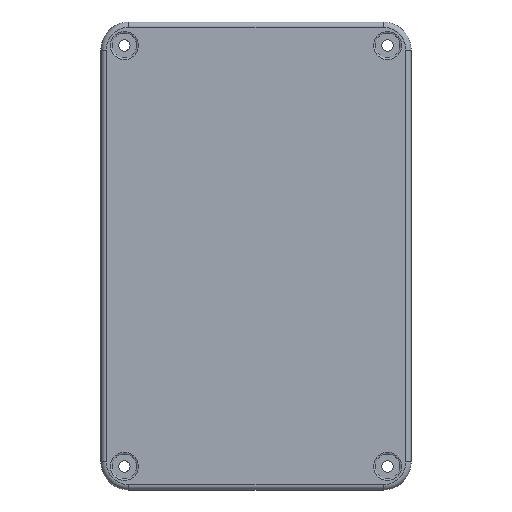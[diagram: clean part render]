
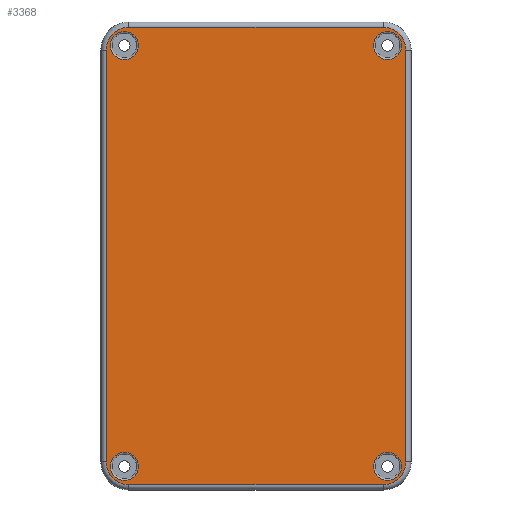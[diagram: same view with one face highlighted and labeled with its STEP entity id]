
A CAD part, front view. The second image highlights one B-rep face of the part: STEP entity #3368.
In plain terms, the highlighted planar face has unit normal (0, -1, 0).
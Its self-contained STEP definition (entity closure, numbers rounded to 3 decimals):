
#23=FACE_BOUND('',#382,.T.);
#24=FACE_BOUND('',#383,.T.);
#25=FACE_BOUND('',#384,.T.);
#26=FACE_BOUND('',#385,.T.);
#94=PLANE('',#3600);
#180=FACE_OUTER_BOUND('',#381,.T.);
#381=EDGE_LOOP('',(#2377,#2378,#2379,#2380,#2381,#2382,#2383,#2384));
#382=EDGE_LOOP('',(#2385));
#383=EDGE_LOOP('',(#2386));
#384=EDGE_LOOP('',(#2387));
#385=EDGE_LOOP('',(#2388));
#608=CIRCLE('',#3598,4.);
#610=CIRCLE('',#3601,6.5);
#611=CIRCLE('',#3602,6.5);
#612=CIRCLE('',#3603,6.5);
#613=CIRCLE('',#3604,6.5);
#614=CIRCLE('',#3605,4.);
#615=CIRCLE('',#3606,4.);
#616=CIRCLE('',#3607,4.);
#879=LINE('',#5347,#1166);
#880=LINE('',#5351,#1167);
#881=LINE('',#5355,#1168);
#882=LINE('',#5359,#1169);
#1166=VECTOR('',#4167,10.);
#1167=VECTOR('',#4170,10.);
#1168=VECTOR('',#4173,10.);
#1169=VECTOR('',#4176,10.);
#1458=VERTEX_POINT('',#5340);
#1459=VERTEX_POINT('',#5345);
#1460=VERTEX_POINT('',#5346);
#1461=VERTEX_POINT('',#5348);
#1462=VERTEX_POINT('',#5350);
#1463=VERTEX_POINT('',#5352);
#1464=VERTEX_POINT('',#5354);
#1465=VERTEX_POINT('',#5356);
#1466=VERTEX_POINT('',#5358);
#1467=VERTEX_POINT('',#5361);
#1468=VERTEX_POINT('',#5363);
#1469=VERTEX_POINT('',#5365);
#1807=EDGE_CURVE('',#1458,#1458,#608,.T.);
#1809=EDGE_CURVE('',#1459,#1460,#879,.T.);
#1810=EDGE_CURVE('',#1461,#1459,#610,.T.);
#1811=EDGE_CURVE('',#1462,#1461,#880,.T.);
#1812=EDGE_CURVE('',#1463,#1462,#611,.T.);
#1813=EDGE_CURVE('',#1464,#1463,#881,.T.);
#1814=EDGE_CURVE('',#1465,#1464,#612,.T.);
#1815=EDGE_CURVE('',#1466,#1465,#882,.T.);
#1816=EDGE_CURVE('',#1460,#1466,#613,.T.);
#1817=EDGE_CURVE('',#1467,#1467,#614,.T.);
#1818=EDGE_CURVE('',#1468,#1468,#615,.T.);
#1819=EDGE_CURVE('',#1469,#1469,#616,.T.);
#2377=ORIENTED_EDGE('',*,*,#1809,.F.);
#2378=ORIENTED_EDGE('',*,*,#1810,.F.);
#2379=ORIENTED_EDGE('',*,*,#1811,.F.);
#2380=ORIENTED_EDGE('',*,*,#1812,.F.);
#2381=ORIENTED_EDGE('',*,*,#1813,.F.);
#2382=ORIENTED_EDGE('',*,*,#1814,.F.);
#2383=ORIENTED_EDGE('',*,*,#1815,.F.);
#2384=ORIENTED_EDGE('',*,*,#1816,.F.);
#2385=ORIENTED_EDGE('',*,*,#1817,.F.);
#2386=ORIENTED_EDGE('',*,*,#1818,.F.);
#2387=ORIENTED_EDGE('',*,*,#1819,.F.);
#2388=ORIENTED_EDGE('',*,*,#1807,.F.);
#3368=ADVANCED_FACE('',(#180,#23,#24,#25,#26),#94,.T.);
#3598=AXIS2_PLACEMENT_3D('',#5342,#4161,#4162);
#3600=AXIS2_PLACEMENT_3D('',#5344,#4165,#4166);
#3601=AXIS2_PLACEMENT_3D('',#5349,#4168,#4169);
#3602=AXIS2_PLACEMENT_3D('',#5353,#4171,#4172);
#3603=AXIS2_PLACEMENT_3D('',#5357,#4174,#4175);
#3604=AXIS2_PLACEMENT_3D('',#5360,#4177,#4178);
#3605=AXIS2_PLACEMENT_3D('',#5362,#4179,#4180);
#3606=AXIS2_PLACEMENT_3D('',#5364,#4181,#4182);
#3607=AXIS2_PLACEMENT_3D('',#5366,#4183,#4184);
#4161=DIRECTION('center_axis',(0.,-1.,0.));
#4162=DIRECTION('ref_axis',(1.,0.,0.));
#4165=DIRECTION('center_axis',(0.,-1.,0.));
#4166=DIRECTION('ref_axis',(0.,0.,1.));
#4167=DIRECTION('',(-1.,0.,0.));
#4168=DIRECTION('center_axis',(0.,1.,0.));
#4169=DIRECTION('ref_axis',(0.707,0.,-0.707));
#4170=DIRECTION('',(0.,0.,-1.));
#4171=DIRECTION('center_axis',(0.,1.,0.));
#4172=DIRECTION('ref_axis',(0.707,0.,0.707));
#4173=DIRECTION('',(1.,0.,0.));
#4174=DIRECTION('center_axis',(0.,1.,0.));
#4175=DIRECTION('ref_axis',(-0.707,0.,0.707));
#4176=DIRECTION('',(0.,0.,1.));
#4177=DIRECTION('center_axis',(0.,1.,0.));
#4178=DIRECTION('ref_axis',(-0.707,0.,-0.707));
#4179=DIRECTION('center_axis',(0.,-1.,0.));
#4180=DIRECTION('ref_axis',(1.,0.,0.));
#4181=DIRECTION('center_axis',(0.,-1.,0.));
#4182=DIRECTION('ref_axis',(1.,0.,0.));
#4183=DIRECTION('center_axis',(0.,-1.,0.));
#4184=DIRECTION('ref_axis',(1.,0.,0.));
#5340=CARTESIAN_POINT('',(-40.827,-8.,63.773));
#5342=CARTESIAN_POINT('Origin',(-40.827,-8.,59.773));
#5344=CARTESIAN_POINT('Origin',(40.763,-8.,-66.787));
#5345=CARTESIAN_POINT('',(32.903,-8.,-65.427));
#5346=CARTESIAN_POINT('',(-39.527,-8.,-65.427));
#5347=CARTESIAN_POINT('',(40.763,-8.,-65.427));
#5348=CARTESIAN_POINT('',(39.403,-8.,-58.927));
#5349=CARTESIAN_POINT('Origin',(32.903,-8.,-58.927));
#5350=CARTESIAN_POINT('',(39.403,-8.,58.473));
#5351=CARTESIAN_POINT('',(39.403,-8.,-33.507));
#5352=CARTESIAN_POINT('',(32.903,-8.,64.973));
#5353=CARTESIAN_POINT('Origin',(32.903,-8.,58.473));
#5354=CARTESIAN_POINT('',(-39.527,-8.,64.973));
#5355=CARTESIAN_POINT('',(40.763,-8.,64.973));
#5356=CARTESIAN_POINT('',(-46.027,-8.,58.473));
#5357=CARTESIAN_POINT('Origin',(-39.527,-8.,58.473));
#5358=CARTESIAN_POINT('',(-46.027,-8.,-58.927));
#5359=CARTESIAN_POINT('',(-46.027,-8.,-33.507));
#5360=CARTESIAN_POINT('Origin',(-39.527,-8.,-58.927));
#5361=CARTESIAN_POINT('',(34.173,-8.,55.773));
#5362=CARTESIAN_POINT('Origin',(34.173,-8.,59.773));
#5363=CARTESIAN_POINT('',(-40.827,-8.,-64.227));
#5364=CARTESIAN_POINT('Origin',(-40.827,-8.,-60.227));
#5365=CARTESIAN_POINT('',(34.173,-8.,-64.227));
#5366=CARTESIAN_POINT('Origin',(34.173,-8.,-60.227));
